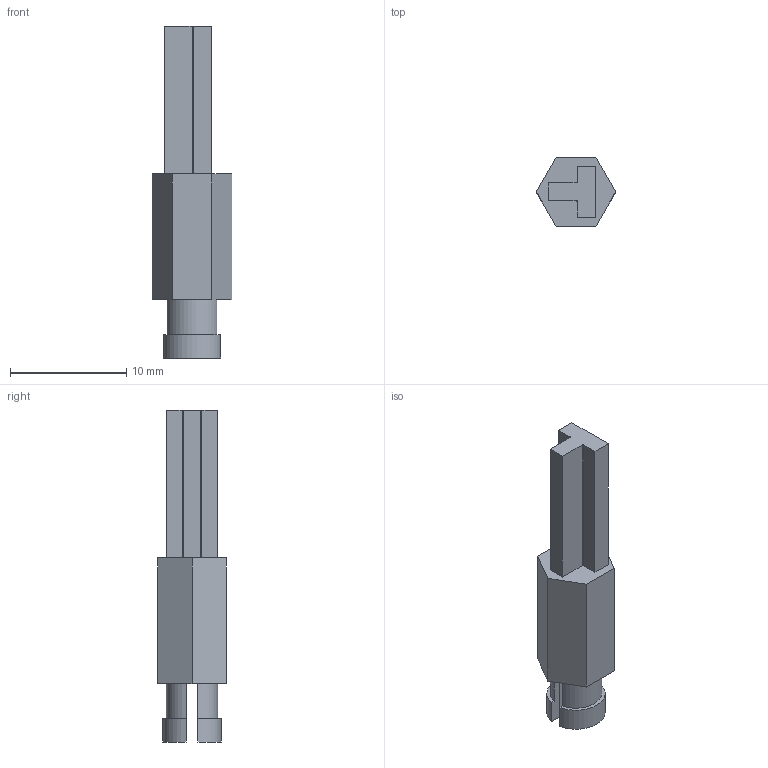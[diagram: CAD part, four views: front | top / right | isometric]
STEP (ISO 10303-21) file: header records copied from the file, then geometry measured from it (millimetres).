
FILE_DESCRIPTION(/* description */ (''),/* implementation_level */ '2;1');
FILE_NAME(/* name */ 'N_17_059_0001.stp',/* time_stamp */ '2016-04-12T08:44:51+02:00',/* author */ (''),/* organization */ (''),/* preprocessor_version */ 'ST-DEVELOPER v15',/* originating_system */ 'SIEMENS PLM Software NX 9.0',/* authorisation */ '');
FILE_SCHEMA (('CONFIG_CONTROL_DESIGN'));
Length unit declared in the file: millimetre
Products named in the file (1): cm-n 17 059 0001nxm001-01
Bounding box: 6.81 x 5.9 x 28.5 mm (x, y, z)
Volume: 434.1 mm3; surface area: 708.4 mm2
Topology: 1 solids, 1 shells, 33 faces, 87 edges, 58 vertices
Faces by surface type: plane 26, cylinder 7
Full cylindrical faces by diameter (mm): 3.1 x1
Entity records: 1088 total; most frequent: CARTESIAN_POINT 176, ORIENTED_EDGE 170, DIRECTION 170, EDGE_CURVE 85, LINE 68, VECTOR 68, VERTEX_POINT 57, AXIS2_PLACEMENT_3D 51
